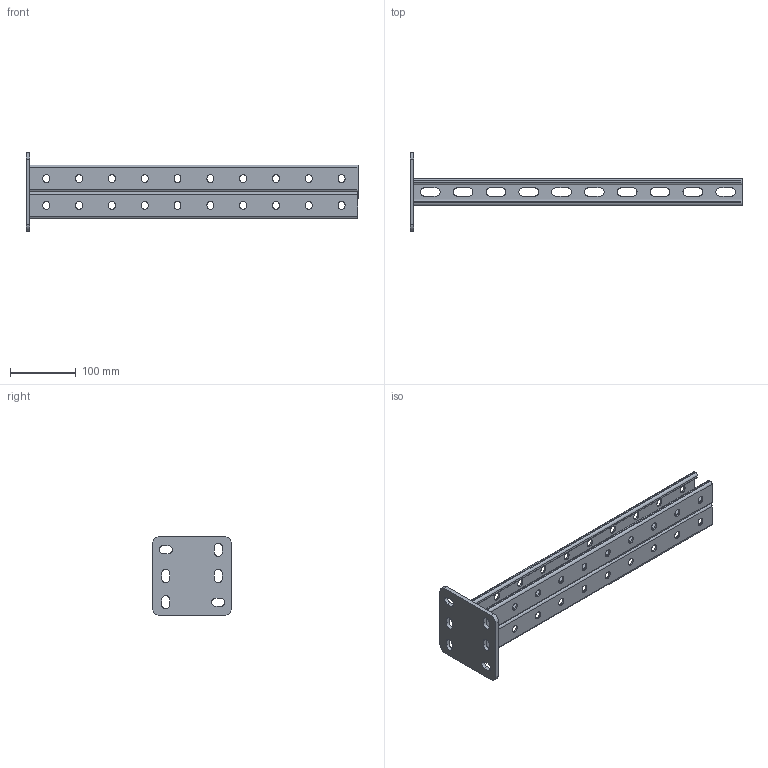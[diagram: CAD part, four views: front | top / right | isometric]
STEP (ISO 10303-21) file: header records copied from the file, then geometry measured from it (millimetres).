
FILE_DESCRIPTION (( 'STEP AP203' ), '1' );
FILE_NAME ('Êðîíøòåéí ïîòîëî÷íûé äâîéíîé_h41-500.step', '2022-01-27T07:58:37', ( '' ), ( '' ), 'SwSTEP 2.0', 'SolidWorks 2017', '' );
FILE_SCHEMA (( 'CONFIG_CONTROL_DESIGN' ));
Length unit declared in the file: millimetre
Products named in the file (3): STRUT-镳铘桦黖h41-500; Êðîíøòåéí ïîòîëî÷íûé äâîéíîé_h41-500; Ïÿòêà ïîòîëî÷êàÿ
Assembly tree (3 placements, depth 2):
  Êðîíøòåéí ïîòîëî÷íûé äâîéíîé_h41-500
    Ïÿòêà ïîòîëî÷êàÿ
    STRUT-镳铘桦黖h41-500  x2
Bounding box: 506 x 120 x 120 mm (x, y, z)
Volume: 383958.4 mm3; surface area: 294333.2 mm2
Topology: 3 solids, 3 shells, 1922 faces, 5746 edges, 3830 vertices
Faces by surface type: plane 1772, cylinder 150
Entity records: 32859 total; most frequent: CARTESIAN_POINT 5858, ORIENTED_EDGE 5848, DIRECTION 5062, EDGE_CURVE 2924, LINE 2756, VECTOR 2756, VERTEX_POINT 1949, AXIS2_PLACEMENT_3D 1153
